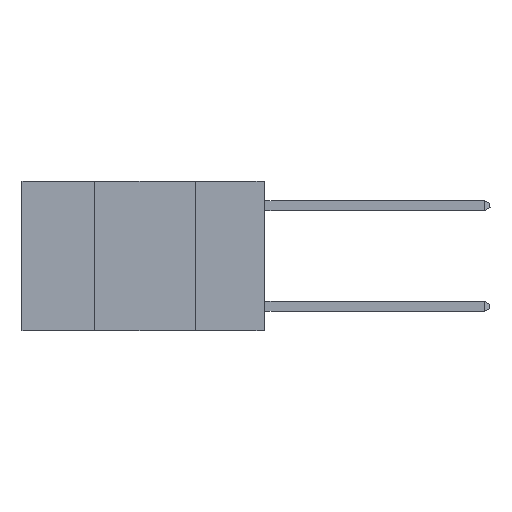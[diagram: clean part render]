
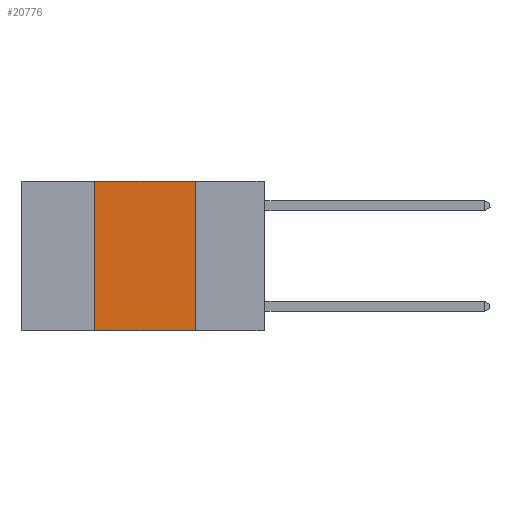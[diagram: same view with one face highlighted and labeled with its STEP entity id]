
A CAD part, left-side view. The second image highlights one B-rep face of the part: STEP entity #20776.
In plain terms, the highlighted planar face has unit normal (-1, 0, 0).
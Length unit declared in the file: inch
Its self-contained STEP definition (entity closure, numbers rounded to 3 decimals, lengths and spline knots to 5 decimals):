
#1214 = EDGE_LOOP ( 'NONE', ( #14129, #17735, #23838, #25276 ) ) ;
#3643 = EDGE_CURVE ( 'NONE', #5660, #14891, #20897, .T. ) ;
#3653 = CARTESIAN_POINT ( 'NONE',  ( 0., 0.42, 0. ) ) ;
#5114 = VERTEX_POINT ( 'NONE', #6476 ) ;
#5660 = VERTEX_POINT ( 'NONE', #20279 ) ;
#5681 = PLANE ( 'NONE',  #23866 ) ;
#6476 = CARTESIAN_POINT ( 'NONE',  ( 0., 0.17, 0. ) ) ;
#9177 = EDGE_CURVE ( 'NONE', #14891, #5114, #14991, .T. ) ;
#9317 = FACE_OUTER_BOUND ( 'NONE', #1214, .T. ) ;
#9944 = DIRECTION ( 'NONE',  ( 0., 0., -1. ) ) ;
#10327 = CARTESIAN_POINT ( 'NONE',  ( 0., 0.6, 0. ) ) ;
#10618 = LINE ( 'NONE', #21447, #22136 ) ;
#11637 = LINE ( 'NONE', #27160, #26706 ) ;
#12670 = DIRECTION ( 'NONE',  ( 0., 0., -1. ) ) ;
#12856 = DIRECTION ( 'NONE',  ( 0., -1., 0. ) ) ;
#14129 = ORIENTED_EDGE ( 'NONE', *, *, #16645, .F. ) ;
#14891 = VERTEX_POINT ( 'NONE', #3653 ) ;
#14991 = LINE ( 'NONE', #17462, #21107 ) ;
#15744 = DIRECTION ( 'NONE',  ( 0., -1., 0. ) ) ;
#16532 = VERTEX_POINT ( 'NONE', #27916 ) ;
#16645 = EDGE_CURVE ( 'NONE', #5114, #16532, #10618, .T. ) ;
#17462 = CARTESIAN_POINT ( 'NONE',  ( 0., 0.6, 0. ) ) ;
#17735 = ORIENTED_EDGE ( 'NONE', *, *, #9177, .F. ) ;
#20279 = CARTESIAN_POINT ( 'NONE',  ( 0., 0.42, -0.37 ) ) ;
#20776 = ADVANCED_FACE ( 'NONE', ( #9317 ), #5681, .F. ) ;
#20897 = LINE ( 'NONE', #24036, #26955 ) ;
#21107 = VECTOR ( 'NONE', #12856, 39.37008 ) ;
#21447 = CARTESIAN_POINT ( 'NONE',  ( 0., 0.17, 0. ) ) ;
#22136 = VECTOR ( 'NONE', #9944, 39.37008 ) ;
#23838 = ORIENTED_EDGE ( 'NONE', *, *, #3643, .F. ) ;
#23866 = AXIS2_PLACEMENT_3D ( 'NONE', #10327, #26401, #12670 ) ;
#24036 = CARTESIAN_POINT ( 'NONE',  ( 0., 0.42, 0. ) ) ;
#25276 = ORIENTED_EDGE ( 'NONE', *, *, #28070, .T. ) ;
#26401 = DIRECTION ( 'NONE',  ( 1., 0., 0. ) ) ;
#26706 = VECTOR ( 'NONE', #15744, 39.37008 ) ;
#26955 = VECTOR ( 'NONE', #28502, 39.37008 ) ;
#27160 = CARTESIAN_POINT ( 'NONE',  ( 0., 0.6, -0.37 ) ) ;
#27916 = CARTESIAN_POINT ( 'NONE',  ( 0., 0.17, -0.37 ) ) ;
#28070 = EDGE_CURVE ( 'NONE', #5660, #16532, #11637, .T. ) ;
#28502 = DIRECTION ( 'NONE',  ( 0., 0., 1. ) ) ;
